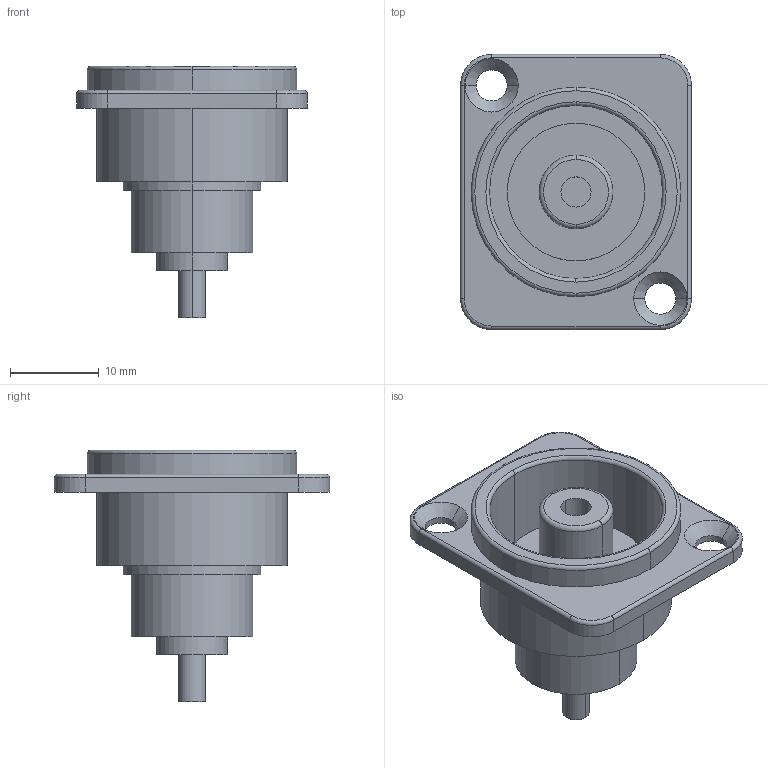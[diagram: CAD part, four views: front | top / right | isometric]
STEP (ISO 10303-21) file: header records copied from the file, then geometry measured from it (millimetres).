
FILE_DESCRIPTION((''),'2;1');
FILE_NAME('D-NF2D','2008-12-11T',('odo'),(''),'PRO/ENGINEER BY PARAMETRIC TECHNOLOGY CORPORATION, 2007460','PRO/ENGINEER BY PARAMETRIC TECHNOLOGY CORPORATION, 2007460','');
FILE_SCHEMA(('CONFIG_CONTROL_DESIGN'));
Length unit declared in the file: millimetre
Products named in the file (1): D-NF2D
Bounding box: 26 x 31 x 28.3 mm (x, y, z)
Volume: 4861.6 mm3; surface area: 4011.5 mm2
Topology: 1 solids, 1 shells, 65 faces, 138 edges, 86 vertices
Faces by surface type: cylinder 34, plane 17, torus 10, cone 4
Entity records: 1822 total; most frequent: DIRECTION 356, CARTESIAN_POINT 289, ORIENTED_EDGE 276, AXIS2_PLACEMENT_3D 153, EDGE_CURVE 138, CIRCLE 88, VERTEX_POINT 86, EDGE_LOOP 80
